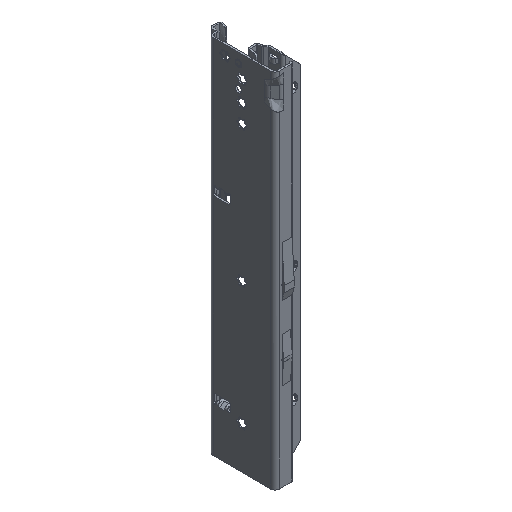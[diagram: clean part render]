
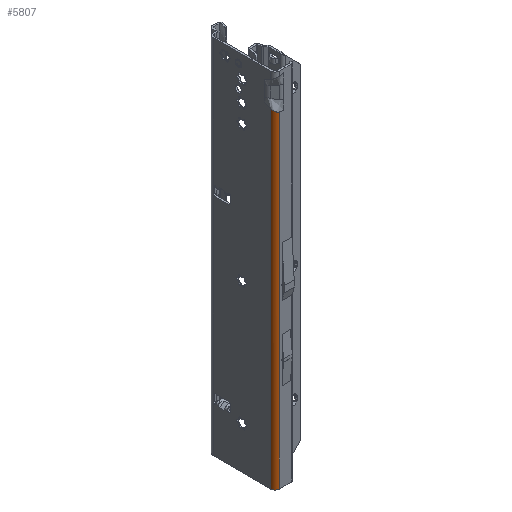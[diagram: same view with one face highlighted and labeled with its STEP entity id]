
A CAD part, isometric view. The second image highlights one B-rep face of the part: STEP entity #5807.
In plain terms, the highlighted cylindrical face has radius 3.5 mm (diameter 7 mm), a partial arc.
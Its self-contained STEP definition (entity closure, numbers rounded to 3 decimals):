
#30 = VERTEX_POINT ( 'NONE', #34205 ) ;
#1429 = LINE ( 'NONE', #28272, #27316 ) ;
#1957 = CARTESIAN_POINT ( 'NONE',  ( 2., -29.365, -29.389 ) ) ;
#2141 = CARTESIAN_POINT ( 'NONE',  ( 1.495, -29.365, -29.291 ) ) ;
#2654 = B_SPLINE_CURVE_WITH_KNOTS ( 'NONE', 3,
 ( #14265, #33179, #2743, #26995, #24009, #2141, #1957 ),
 .UNSPECIFIED., .F., .F.,
 ( 4, 1, 1, 1, 4 ),
 ( 0.352, 0.457, 0.562, 0.666, 0.771 ),
 .UNSPECIFIED. ) ;
#2743 = CARTESIAN_POINT ( 'NONE',  ( -1.312, -27.235, -27.752 ) ) ;
#4581 = VERTEX_POINT ( 'NONE', #28612 ) ;
#5155 = CARTESIAN_POINT ( 'NONE',  ( -1.5, -25.865, -27.076 ) ) ;
#5807 = ADVANCED_FACE ( 'NONE', ( #10498 ), #31983, .T. ) ;
#7516 = DIRECTION ( 'NONE',  ( 1., 0., 0. ) ) ;
#7914 = CARTESIAN_POINT ( 'NONE',  ( 2., -25.865, -300. ) ) ;
#8840 = VERTEX_POINT ( 'NONE', #5155 ) ;
#9884 = VECTOR ( 'NONE', #14895, 1000. ) ;
#10498 = FACE_OUTER_BOUND ( 'NONE', #24352, .T. ) ;
#10670 = AXIS2_PLACEMENT_3D ( 'NONE', #32390, #23225, #7516 ) ;
#12873 = EDGE_CURVE ( 'NONE', #4581, #16325, #19427, .T. ) ;
#14265 = CARTESIAN_POINT ( 'NONE',  ( -1.5, -25.865, -27.076 ) ) ;
#14630 = EDGE_CURVE ( 'NONE', #16325, #30, #17278, .T. ) ;
#14895 = DIRECTION ( 'NONE',  ( 0., 0., 1. ) ) ;
#15087 = CARTESIAN_POINT ( 'NONE',  ( 2., -29.365, 0. ) ) ;
#16325 = VERTEX_POINT ( 'NONE', #37534 ) ;
#16342 = DIRECTION ( 'NONE',  ( 0., 0., 1. ) ) ;
#17278 = LINE ( 'NONE', #15087, #9884 ) ;
#19427 = CIRCLE ( 'NONE', #37259, 3.5 ) ;
#19853 = ORIENTED_EDGE ( 'NONE', *, *, #24545, .F. ) ;
#20058 = DIRECTION ( 'NONE',  ( 0., 0., 1. ) ) ;
#22820 = ORIENTED_EDGE ( 'NONE', *, *, #14630, .T. ) ;
#22920 = ORIENTED_EDGE ( 'NONE', *, *, #27642, .F. ) ;
#23225 = DIRECTION ( 'NONE',  ( 0., 0., 1. ) ) ;
#24009 = CARTESIAN_POINT ( 'NONE',  ( 0.537, -29.146, -29.002 ) ) ;
#24352 = EDGE_LOOP ( 'NONE', ( #19853, #22920, #36009, #22820 ) ) ;
#24545 = EDGE_CURVE ( 'NONE', #8840, #30, #2654, .T. ) ;
#26995 = CARTESIAN_POINT ( 'NONE',  ( -0.58, -28.352, -28.415 ) ) ;
#27316 = VECTOR ( 'NONE', #16342, 1000. ) ;
#27642 = EDGE_CURVE ( 'NONE', #4581, #8840, #1429, .T. ) ;
#28272 = CARTESIAN_POINT ( 'NONE',  ( -1.5, -25.865, -300. ) ) ;
#28612 = CARTESIAN_POINT ( 'NONE',  ( -1.5, -25.865, -300. ) ) ;
#31983 = CYLINDRICAL_SURFACE ( 'NONE', #10670, 3.5 ) ;
#32390 = CARTESIAN_POINT ( 'NONE',  ( 2., -25.865, -450.031 ) ) ;
#33179 = CARTESIAN_POINT ( 'NONE',  ( -1.5, -26.337, -27.296 ) ) ;
#34205 = CARTESIAN_POINT ( 'NONE',  ( 2., -29.365, -29.389 ) ) ;
#36009 = ORIENTED_EDGE ( 'NONE', *, *, #12873, .T. ) ;
#36583 = DIRECTION ( 'NONE',  ( 1., 0., 0. ) ) ;
#37259 = AXIS2_PLACEMENT_3D ( 'NONE', #7914, #20058, #36583 ) ;
#37534 = CARTESIAN_POINT ( 'NONE',  ( 2., -29.365, -300. ) ) ;
